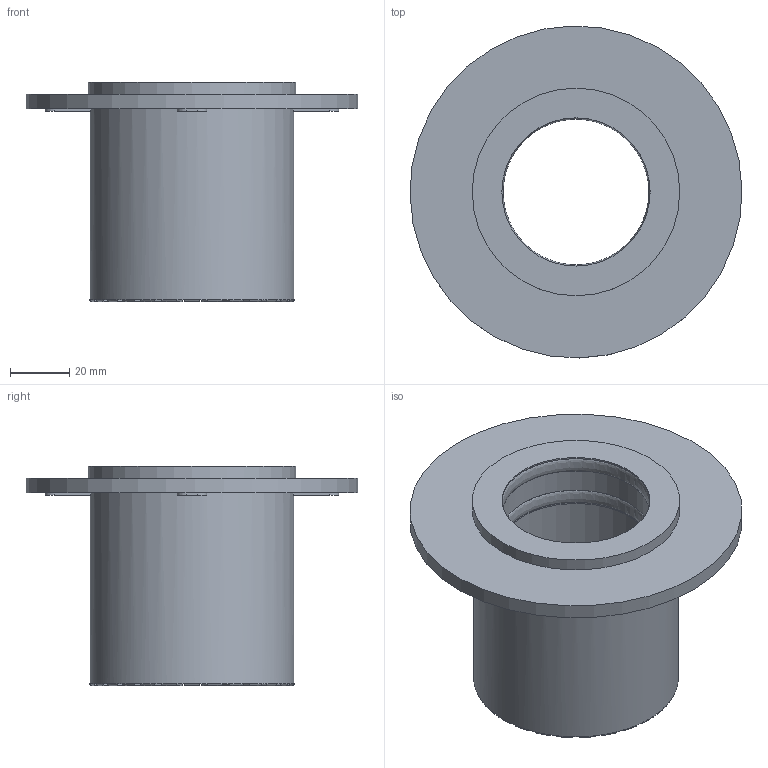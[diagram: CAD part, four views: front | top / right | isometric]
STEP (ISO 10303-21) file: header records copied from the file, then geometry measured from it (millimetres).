
FILE_DESCRIPTION((''),'2;1');
FILE_NAME('SLEEV-IT WT-MAR50M.stp','2014-11-17T14:22:14',('se-emikul'),(''),'Autodesk Inventor 2013','Autodesk Inventor 2013','');
FILE_SCHEMA(('AUTOMOTIVE_DESIGN { 1 0 10303 214 1 1 1 1 }'));
Length unit declared in the file: millimetre
Products named in the file (1): SLEEV-IT WT-MAR50M
Bounding box: 111.98 x 111.98 x 74 mm (x, y, z)
Volume: 127935.9 mm3; surface area: 85108 mm2
Topology: 4 solids, 4 shells, 246 faces, 588 edges, 354 vertices
Faces by surface type: plane 196, torus 28, cylinder 19, revolution 2, cone 1
Full cylindrical faces by diameter (mm): 50 x3, 56.8 x1, 57.8 x1, 58 x1, 67.6 x2, 69 x1, 70 x1, 112 x1
Entity records: 7650 total; most frequent: CARTESIAN_POINT 1679, DIRECTION 1204, ORIENTED_EDGE 1148, EDGE_CURVE 574, AXIS2_PLACEMENT_3D 437, VERTEX_POINT 352, VECTOR 328, LINE 328
